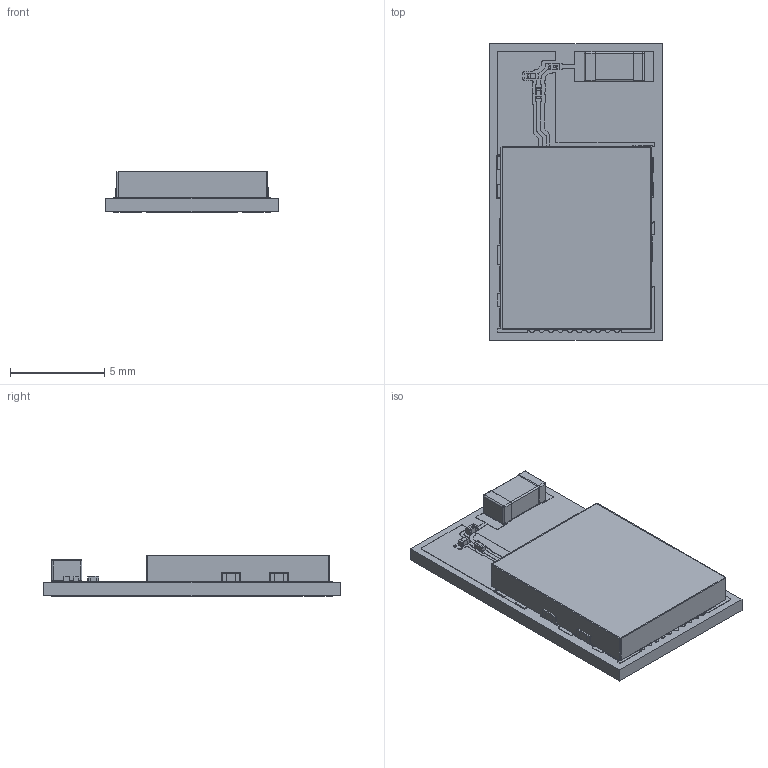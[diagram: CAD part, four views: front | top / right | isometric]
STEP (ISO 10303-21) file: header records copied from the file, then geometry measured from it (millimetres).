
FILE_DESCRIPTION(/* description */ (''),/* implementation_level */ '2;1');
FILE_NAME(/* name */ 'BLE113_step.step',/* time_stamp */ '2019-09-24T14:42:52+03:00',/* author */ (''),/* organization */ (''),/* preprocessor_version */ 'ST-DEVELOPER v18',/* originating_system */ 'Autodesk Translation Framework v8.6.0.1094',/* authorisation */ '');
FILE_SCHEMA (('AUTOMOTIVE_DESIGN { 1 0 10303 214 3 1 1 }'));
Length unit declared in the file: millimetre
Products named in the file (144): (Unsaved); DesignRootModel; uid__96; uid__95; uid__94; uid__93; uid__92; uid__91; uid__90; uid__89; uid__88; uid__87; uid__86; uid__85; uid__84; uid__83; uid__82; uid__81; uid__80; uid__79; uid__78; uid__77; uid__76; uid__75; uid__74; uid__73; uid__72; uid__71; uid__70; uid__69; uid__68; uid__67; uid__66; uid__65; uid__64; uid__63; uid__62; uid__61; uid__60; uid__59 ...
Assembly tree (187 placements, depth 5):
  (Unsaved)
    DesignRootModel
      uid__96
      uid__95
      uid__94
      uid__93
      uid__92
      uid__91
      uid__90
      uid__89
      uid__88
      uid__87
      uid__86
      uid__85
      uid__84
      uid__83
      uid__82
      uid__81
      uid__80
      uid__79
      uid__78
      uid__77
      uid__76
      uid__75
      uid__74
      uid__73
      uid__72
      uid__71
      uid__70
      uid__69
      uid__68
      uid__67
      uid__66
      uid__65
      uid__64
      uid__63
      uid__62
      uid__61
      uid__60
      uid__59
      uid__58
      uid__57
      uid__56
      uid__55
      uid__54
      uid__53
      uid__52
      uid__51
      uid__50
      uid__49
      uid__48
      uid__47
      uid__46
      uid__45
      uid__44
      uid__43
      uid__42
      uid__41
      uid__40
      uid__39
Bounding box: 9.15 x 15.72 x 2.17 mm (x, y, z)
Volume: 225.4 mm3; surface area: 1074.4 mm2
Topology: 144 solids, 144 shells, 1741 faces, 4168 edges, 2716 vertices
Faces by surface type: plane 1101, cylinder 576, sphere 64
Full cylindrical faces by diameter (mm): 0.12 x1, 0.283 x1, 0.583 x1
Entity records: 48359 total; most frequent: DIRECTION 8232, CARTESIAN_POINT 7862, ORIENTED_EDGE 7280, EDGE_CURVE 3640, AXIS2_PLACEMENT_3D 2774, LINE 2684, VECTOR 2684, VERTEX_POINT 2404
